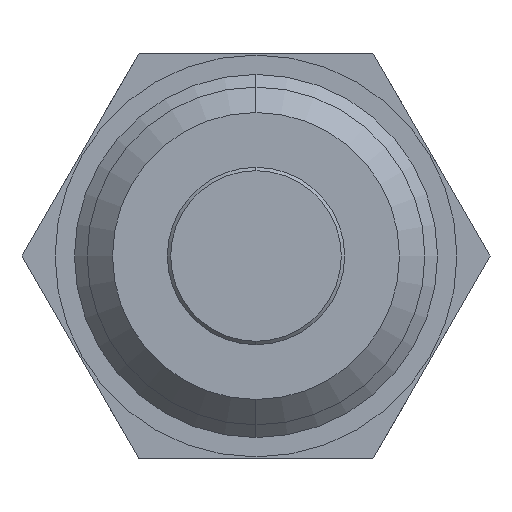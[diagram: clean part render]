
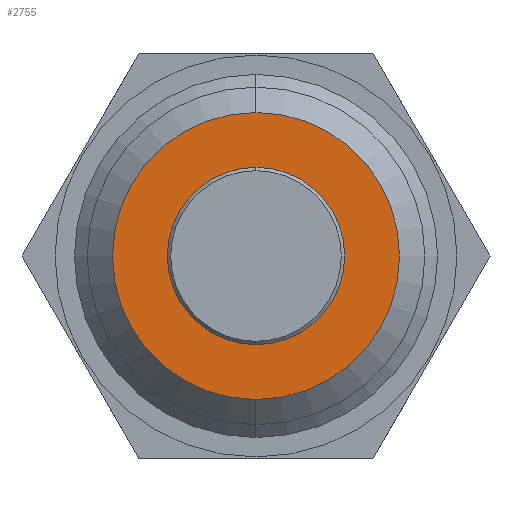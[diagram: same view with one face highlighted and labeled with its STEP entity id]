
A CAD part, front view. The second image highlights one B-rep face of the part: STEP entity #2755.
In plain terms, the highlighted planar face has unit normal (0, -1, 0).
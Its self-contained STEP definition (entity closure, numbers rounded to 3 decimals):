
#22 = AXIS2_PLACEMENT_3D ( 'NONE', #1801, #2520, #33 ) ;
#33 = DIRECTION ( 'NONE',  ( 0., 0., 1. ) ) ;
#95 = DIRECTION ( 'NONE',  ( 0., 0., 1. ) ) ;
#219 = CIRCLE ( 'NONE', #22, 8.5 ) ;
#230 = CARTESIAN_POINT ( 'NONE',  ( 0., -14.6, -8.5 ) ) ;
#324 = DIRECTION ( 'NONE',  ( 0., -1., 0. ) ) ;
#402 = CIRCLE ( 'NONE', #880, 5.25 ) ;
#548 = CARTESIAN_POINT ( 'NONE',  ( 0., -14.6, 0. ) ) ;
#630 = DIRECTION ( 'NONE',  ( 0., 1., 0. ) ) ;
#662 = VERTEX_POINT ( 'NONE', #2767 ) ;
#669 = CARTESIAN_POINT ( 'NONE',  ( 0., -14.6, 8.5 ) ) ;
#819 = ORIENTED_EDGE ( 'NONE', *, *, #2025, .T. ) ;
#847 = CARTESIAN_POINT ( 'NONE',  ( 0., -14.6, 0. ) ) ;
#880 = AXIS2_PLACEMENT_3D ( 'NONE', #847, #630, #1527 ) ;
#885 = DIRECTION ( 'NONE',  ( 0., 0., 1. ) ) ;
#1038 = PLANE ( 'NONE',  #1313 ) ;
#1062 = DIRECTION ( 'NONE',  ( 0., 1., 0. ) ) ;
#1083 = CARTESIAN_POINT ( 'NONE',  ( 0., -14.6, 0. ) ) ;
#1089 = VERTEX_POINT ( 'NONE', #230 ) ;
#1313 = AXIS2_PLACEMENT_3D ( 'NONE', #2812, #324, #2135 ) ;
#1527 = DIRECTION ( 'NONE',  ( 0., 0., 1. ) ) ;
#1598 = EDGE_CURVE ( 'NONE', #662, #2335, #1673, .T. ) ;
#1672 = FACE_OUTER_BOUND ( 'NONE', #2895, .T. ) ;
#1673 = CIRCLE ( 'NONE', #2817, 5.25 ) ;
#1675 = ORIENTED_EDGE ( 'NONE', *, *, #2275, .F. ) ;
#1801 = CARTESIAN_POINT ( 'NONE',  ( 0., -14.6, 0. ) ) ;
#2025 = EDGE_CURVE ( 'NONE', #2335, #662, #402, .T. ) ;
#2067 = CIRCLE ( 'NONE', #2579, 8.5 ) ;
#2089 = ORIENTED_EDGE ( 'NONE', *, *, #2396, .F. ) ;
#2135 = DIRECTION ( 'NONE',  ( 0., 0., -1. ) ) ;
#2267 = VERTEX_POINT ( 'NONE', #669 ) ;
#2275 = EDGE_CURVE ( 'NONE', #2267, #1089, #2067, .T. ) ;
#2335 = VERTEX_POINT ( 'NONE', #2741 ) ;
#2352 = DIRECTION ( 'NONE',  ( 0., 1., 0. ) ) ;
#2396 = EDGE_CURVE ( 'NONE', #1089, #2267, #219, .T. ) ;
#2427 = ORIENTED_EDGE ( 'NONE', *, *, #1598, .T. ) ;
#2520 = DIRECTION ( 'NONE',  ( 0., 1., 0. ) ) ;
#2579 = AXIS2_PLACEMENT_3D ( 'NONE', #1083, #1062, #885 ) ;
#2730 = EDGE_LOOP ( 'NONE', ( #2427, #819 ) ) ;
#2741 = CARTESIAN_POINT ( 'NONE',  ( 0., -14.6, -5.25 ) ) ;
#2755 = ADVANCED_FACE ( 'NONE', ( #2824, #1672 ), #1038, .T. ) ;
#2767 = CARTESIAN_POINT ( 'NONE',  ( 0., -14.6, 5.25 ) ) ;
#2812 = CARTESIAN_POINT ( 'NONE',  ( 8.5, -14.6, 0. ) ) ;
#2817 = AXIS2_PLACEMENT_3D ( 'NONE', #548, #2352, #95 ) ;
#2824 = FACE_BOUND ( 'NONE', #2730, .T. ) ;
#2895 = EDGE_LOOP ( 'NONE', ( #1675, #2089 ) ) ;
